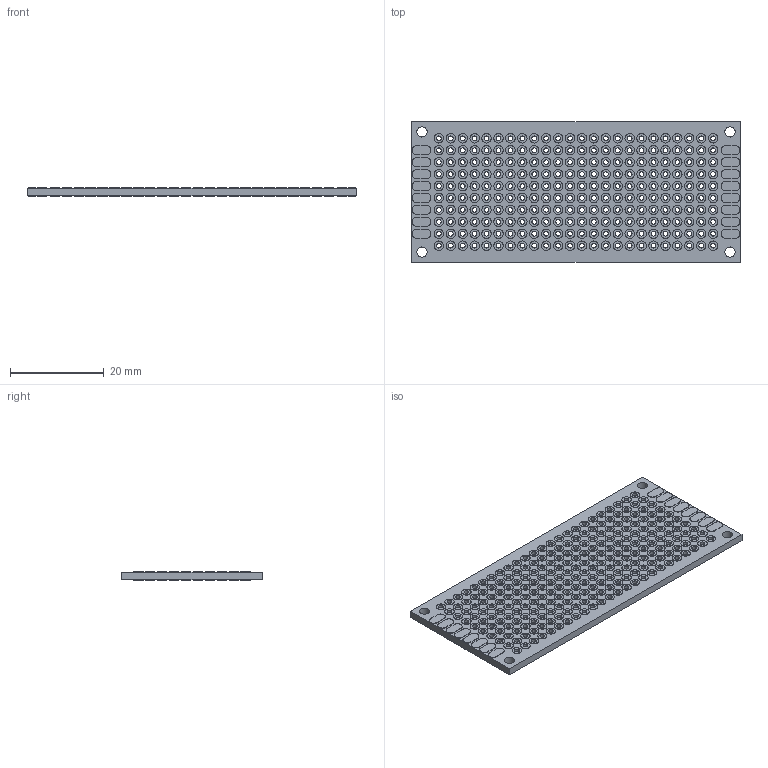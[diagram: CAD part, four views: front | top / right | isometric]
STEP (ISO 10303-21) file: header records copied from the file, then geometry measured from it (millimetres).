
FILE_DESCRIPTION(('FreeCAD Model'),'2;1');
FILE_NAME('Open CASCADE Shape Model','2023-04-28T05:31:33',('Author'),( ''),'Open CASCADE STEP processor 7.6','FreeCAD','Unknown');
FILE_SCHEMA(('AUTOMOTIVE_DESIGN { 1 0 10303 214 1 1 1 1 }'));
Products named in the file (1): PCB
Bounding box: 70 x 30 x 1.8 mm (x, y, z)
Volume: 3170 mm3; surface area: 5848.5 mm2
Topology: 1 solids, 1 shells, 1370 faces, 2568 edges, 1712 vertices
Faces by surface type: cylinder 788, plane 582
Full cylindrical faces by diameter (mm): 1 x240, 2 x480, 2.2 x4
Entity records: 71025 total; most frequent: CARTESIAN_POINT 14051, DIRECTION 11478, ORIENTED_EDGE 5136, PCURVE 5136, DEFINITIONAL_REPRESENTATION 5136, LINE 4552, VECTOR 4552, AXIS2_PLACEMENT_3D 2947
